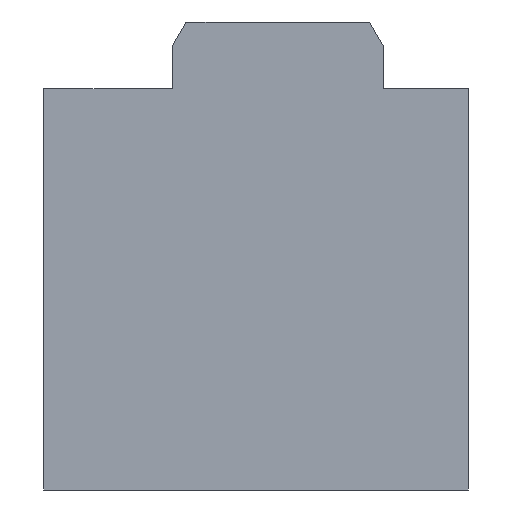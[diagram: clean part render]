
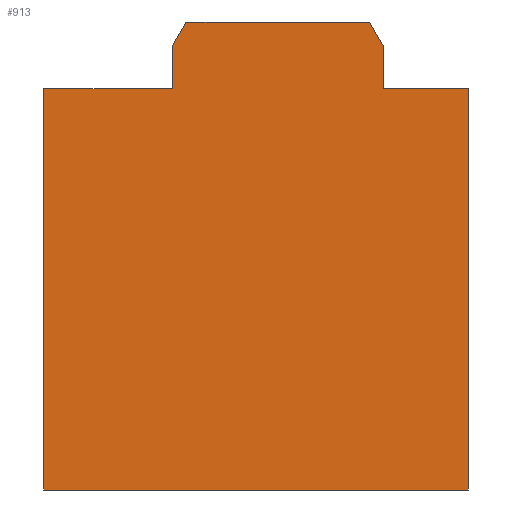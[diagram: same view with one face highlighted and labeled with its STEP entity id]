
A CAD part, left-side view. The second image highlights one B-rep face of the part: STEP entity #913.
In plain terms, the highlighted planar face has unit normal (-1, 0, 0).
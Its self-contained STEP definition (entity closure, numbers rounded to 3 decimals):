
#3 = CARTESIAN_POINT ( 'NONE',  ( -2., 5.8, 2.8 ) ) ;
#23 = DIRECTION ( 'NONE',  ( 0., -1., 0. ) ) ;
#144 = AXIS2_PLACEMENT_3D ( 'NONE', #894, #897, #899 ) ;
#150 = CARTESIAN_POINT ( 'NONE',  ( -2., -2.8, 14.8 ) ) ;
#161 = CARTESIAN_POINT ( 'NONE',  ( -2., 5.8, 14.8 ) ) ;
#163 = DIRECTION ( 'NONE',  ( 0., 1., 0. ) ) ;
#184 = CARTESIAN_POINT ( 'NONE',  ( -2., 5.8, 14.8 ) ) ;
#186 = DIRECTION ( 'NONE',  ( 0., 1., 0. ) ) ;
#273 = VECTOR ( 'NONE', #718, 1000. ) ;
#274 = LINE ( 'NONE', #712, #273 ) ;
#303 = FACE_OUTER_BOUND ( 'NONE', #1239, .T. ) ;
#324 = VECTOR ( 'NONE', #835, 1000. ) ;
#328 = LINE ( 'NONE', #823, #334 ) ;
#333 = LINE ( 'NONE', #809, #324 ) ;
#334 = VECTOR ( 'NONE', #826, 1000. ) ;
#335 = LINE ( 'NONE', #788, #338 ) ;
#338 = VECTOR ( 'NONE', #775, 1000. ) ;
#342 = LINE ( 'NONE', #768, #347 ) ;
#347 = VECTOR ( 'NONE', #765, 1000. ) ;
#351 = LINE ( 'NONE', #737, #352 ) ;
#352 = VECTOR ( 'NONE', #733, 1000. ) ;
#398 = LINE ( 'NONE', #3, #424 ) ;
#424 = VECTOR ( 'NONE', #23, 1000. ) ;
#430 = LINE ( 'NONE', #567, #443 ) ;
#443 = VECTOR ( 'NONE', #570, 1000. ) ;
#567 = CARTESIAN_POINT ( 'NONE',  ( -2., -2.8, 14.8 ) ) ;
#569 = VECTOR ( 'NONE', #186, 1000. ) ;
#570 = DIRECTION ( 'NONE',  ( 0., 0., -1. ) ) ;
#572 = LINE ( 'NONE', #184, #569 ) ;
#592 = VECTOR ( 'NONE', #163, 1000. ) ;
#597 = LINE ( 'NONE', #161, #592 ) ;
#615 = VERTEX_POINT ( 'NONE', #150 ) ;
#630 = EDGE_CURVE ( 'NONE', #615, #1223, #597, .T. ) ;
#654 = EDGE_CURVE ( 'NONE', #1086, #1331, #572, .T. ) ;
#712 = CARTESIAN_POINT ( 'NONE',  ( -2., -0.1, 16.8 ) ) ;
#718 = DIRECTION ( 'NONE',  ( 0., -1., 0. ) ) ;
#733 = DIRECTION ( 'NONE',  ( 0., 0.5, -0.866 ) ) ;
#737 = CARTESIAN_POINT ( 'NONE',  ( -2., 11.509, 6.645 ) ) ;
#765 = DIRECTION ( 'NONE',  ( 0., 0., 1. ) ) ;
#768 = CARTESIAN_POINT ( 'NONE',  ( -2., 6.05, 14.8 ) ) ;
#775 = DIRECTION ( 'NONE',  ( 0., 0., 1. ) ) ;
#778 = EDGE_CURVE ( 'NONE', #615, #1093, #430, .T. ) ;
#788 = CARTESIAN_POINT ( 'NONE',  ( -2., 9.9, 2.8 ) ) ;
#809 = CARTESIAN_POINT ( 'NONE',  ( -2., -7.159, 4.133 ) ) ;
#817 = EDGE_CURVE ( 'NONE', #1351, #1093, #398, .T. ) ;
#823 = CARTESIAN_POINT ( 'NONE',  ( -2., -0.25, 14.8 ) ) ;
#826 = DIRECTION ( 'NONE',  ( 0., 0., 1. ) ) ;
#835 = DIRECTION ( 'NONE',  ( 0., 0.5, 0.866 ) ) ;
#866 = EDGE_CURVE ( 'NONE', #992, #977, #274, .T. ) ;
#872 = EDGE_CURVE ( 'NONE', #992, #929, #351, .T. ) ;
#880 = EDGE_CURVE ( 'NONE', #1086, #929, #342, .T. ) ;
#886 = EDGE_CURVE ( 'NONE', #1351, #1331, #335, .T. ) ;
#889 = EDGE_CURVE ( 'NONE', #1223, #935, #328, .T. ) ;
#891 = PLANE ( 'NONE',  #144 ) ;
#893 = EDGE_CURVE ( 'NONE', #935, #977, #333, .T. ) ;
#894 = CARTESIAN_POINT ( 'NONE',  ( -2., 0., 0. ) ) ;
#897 = DIRECTION ( 'NONE',  ( -1., 0., 0. ) ) ;
#899 = DIRECTION ( 'NONE',  ( 0., 0., 1. ) ) ;
#913 = ADVANCED_FACE ( 'NONE', ( #303 ), #891, .T. ) ;
#929 = VERTEX_POINT ( 'NONE', #975 ) ;
#935 = VERTEX_POINT ( 'NONE', #986 ) ;
#975 = CARTESIAN_POINT ( 'NONE',  ( -2., 6.05, 16.1 ) ) ;
#977 = VERTEX_POINT ( 'NONE', #1092 ) ;
#986 = CARTESIAN_POINT ( 'NONE',  ( -2., -0.25, 16.1 ) ) ;
#992 = VERTEX_POINT ( 'NONE', #1119 ) ;
#1044 = ORIENTED_EDGE ( 'NONE', *, *, #893, .T. ) ;
#1045 = ORIENTED_EDGE ( 'NONE', *, *, #889, .T. ) ;
#1047 = ORIENTED_EDGE ( 'NONE', *, *, #630, .T. ) ;
#1049 = ORIENTED_EDGE ( 'NONE', *, *, #778, .F. ) ;
#1051 = ORIENTED_EDGE ( 'NONE', *, *, #817, .T. ) ;
#1052 = ORIENTED_EDGE ( 'NONE', *, *, #886, .F. ) ;
#1055 = ORIENTED_EDGE ( 'NONE', *, *, #654, .T. ) ;
#1056 = ORIENTED_EDGE ( 'NONE', *, *, #880, .F. ) ;
#1057 = ORIENTED_EDGE ( 'NONE', *, *, #872, .T. ) ;
#1059 = ORIENTED_EDGE ( 'NONE', *, *, #866, .F. ) ;
#1086 = VERTEX_POINT ( 'NONE', #1176 ) ;
#1092 = CARTESIAN_POINT ( 'NONE',  ( -2., 0.154, 16.8 ) ) ;
#1093 = VERTEX_POINT ( 'NONE', #1262 ) ;
#1119 = CARTESIAN_POINT ( 'NONE',  ( -2., 5.646, 16.8 ) ) ;
#1176 = CARTESIAN_POINT ( 'NONE',  ( -2., 6.05, 14.8 ) ) ;
#1223 = VERTEX_POINT ( 'NONE', #1266 ) ;
#1239 = EDGE_LOOP ( 'NONE', ( #1059, #1057, #1056, #1055, #1052, #1051, #1049, #1047, #1045, #1044 ) ) ;
#1262 = CARTESIAN_POINT ( 'NONE',  ( -2., -2.8, 2.8 ) ) ;
#1266 = CARTESIAN_POINT ( 'NONE',  ( -2., -0.25, 14.8 ) ) ;
#1295 = CARTESIAN_POINT ( 'NONE',  ( -2., 9.9, 14.8 ) ) ;
#1330 = CARTESIAN_POINT ( 'NONE',  ( -2., 9.9, 2.8 ) ) ;
#1331 = VERTEX_POINT ( 'NONE', #1295 ) ;
#1351 = VERTEX_POINT ( 'NONE', #1330 ) ;
